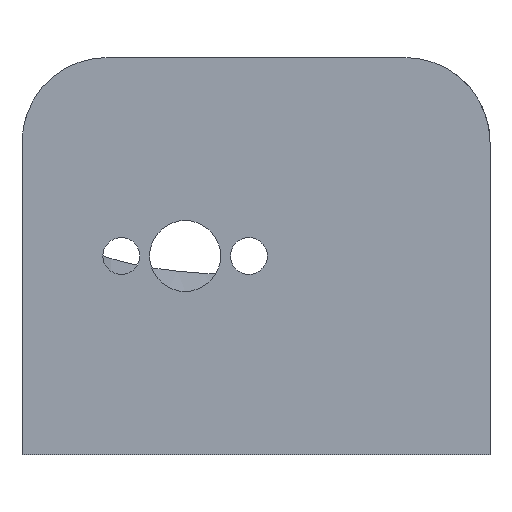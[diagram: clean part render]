
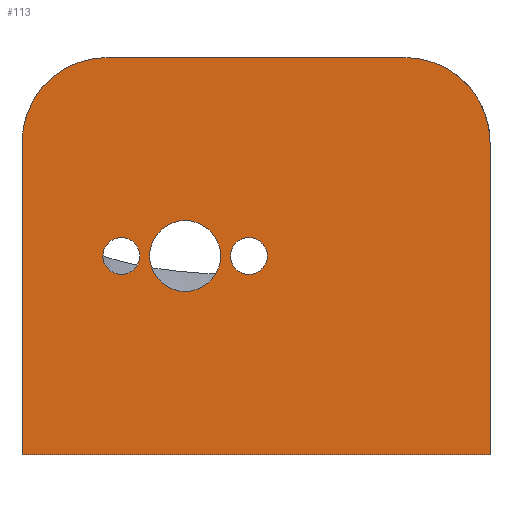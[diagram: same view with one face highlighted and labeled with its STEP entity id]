
A CAD part, front view. The second image highlights one B-rep face of the part: STEP entity #113.
In plain terms, the highlighted planar face has unit normal (0, -1, 0).
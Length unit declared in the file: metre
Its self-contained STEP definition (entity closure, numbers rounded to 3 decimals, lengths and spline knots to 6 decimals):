
#10 = CARTESIAN_POINT ( 'NONE',  ( -0.0005, 0., 0. ) ) ;
#21 = DIRECTION ( 'NONE',  ( 0., 0., 1. ) ) ;
#28 = DIRECTION ( 'NONE',  ( 0., -1., 0. ) ) ;
#42 = CARTESIAN_POINT ( 'NONE',  ( 0.0105, 0., 0.014 ) ) ;
#48 = EDGE_LOOP ( 'NONE', ( #999, #533, #778, #1330, #364, #240 ) ) ;
#69 = EDGE_CURVE ( 'NONE', #1279, #1248, #859, .T. ) ;
#87 = VERTEX_POINT ( 'NONE', #42 ) ;
#113 = ADVANCED_FACE ( 'NONE', ( #234, #243, #1240, #791 ), #996, .T. ) ;
#136 = CARTESIAN_POINT ( 'NONE',  ( 0.0105, 0., 0.008 ) ) ;
#140 = EDGE_CURVE ( 'NONE', #1340, #339, #573, .T. ) ;
#141 = CARTESIAN_POINT ( 'NONE',  ( -0.0005, 0., 0. ) ) ;
#191 = VECTOR ( 'NONE', #1349, 1. ) ;
#221 = DIRECTION ( 'NONE',  ( 0., 0., -1. ) ) ;
#233 = CIRCLE ( 'NONE', #507, 0.0013 ) ;
#234 = FACE_OUTER_BOUND ( 'NONE', #48, .T. ) ;
#237 = VERTEX_POINT ( 'NONE', #602 ) ;
#240 = ORIENTED_EDGE ( 'NONE', *, *, #941, .T. ) ;
#243 = FACE_BOUND ( 'NONE', #987, .T. ) ;
#271 = EDGE_LOOP ( 'NONE', ( #870, #420 ) ) ;
#297 = DIRECTION ( 'NONE',  ( 0., 0., -1. ) ) ;
#339 = VERTEX_POINT ( 'NONE', #713 ) ;
#342 = EDGE_CURVE ( 'NONE', #1248, #1279, #831, .T. ) ;
#344 = CIRCLE ( 'NONE', #1089, 0.0025 ) ;
#346 = DIRECTION ( 'NONE',  ( 0., 0., -1. ) ) ;
#364 = ORIENTED_EDGE ( 'NONE', *, *, #745, .F. ) ;
#370 = CARTESIAN_POINT ( 'NONE',  ( -0.0095, 0., 0. ) ) ;
#377 = VERTEX_POINT ( 'NONE', #1086 ) ;
#417 = EDGE_CURVE ( 'NONE', #919, #377, #233, .T. ) ;
#420 = ORIENTED_EDGE ( 'NONE', *, *, #523, .T. ) ;
#450 = DIRECTION ( 'NONE',  ( 0., -1., 0. ) ) ;
#463 = CARTESIAN_POINT ( 'NONE',  ( -0.0165, 0., -0.014 ) ) ;
#466 = DIRECTION ( 'NONE',  ( 0., 0., 1. ) ) ;
#468 = CARTESIAN_POINT ( 'NONE',  ( -0.0165, 0., 0.014 ) ) ;
#477 = DIRECTION ( 'NONE',  ( 0., 0., 1. ) ) ;
#480 = DIRECTION ( 'NONE',  ( 0., 0., -1. ) ) ;
#487 = AXIS2_PLACEMENT_3D ( 'NONE', #1151, #615, #297 ) ;
#507 = AXIS2_PLACEMENT_3D ( 'NONE', #10, #896, #466 ) ;
#512 = DIRECTION ( 'NONE',  ( 0., -1., 0. ) ) ;
#517 = CARTESIAN_POINT ( 'NONE',  ( 0.0165, 0., 0.008 ) ) ;
#523 = EDGE_CURVE ( 'NONE', #377, #919, #855, .T. ) ;
#533 = ORIENTED_EDGE ( 'NONE', *, *, #703, .T. ) ;
#558 = DIRECTION ( 'NONE',  ( 0., 1., 0. ) ) ;
#564 = CARTESIAN_POINT ( 'NONE',  ( -0.0165, 0., -0.014 ) ) ;
#569 = CARTESIAN_POINT ( 'NONE',  ( -0.005, 0., 0. ) ) ;
#573 = LINE ( 'NONE', #468, #191 ) ;
#602 = CARTESIAN_POINT ( 'NONE',  ( 0.0165, 0., -0.014 ) ) ;
#615 = DIRECTION ( 'NONE',  ( 0., -1., 0. ) ) ;
#622 = DIRECTION ( 'NONE',  ( 1., 0., 0. ) ) ;
#627 = AXIS2_PLACEMENT_3D ( 'NONE', #136, #1318, #346 ) ;
#651 = CIRCLE ( 'NONE', #674, 0.006 ) ;
#674 = AXIS2_PLACEMENT_3D ( 'NONE', #1067, #512, #1048 ) ;
#684 = CARTESIAN_POINT ( 'NONE',  ( 0., 0., 0. ) ) ;
#689 = ORIENTED_EDGE ( 'NONE', *, *, #342, .T. ) ;
#698 = VECTOR ( 'NONE', #622, 1. ) ;
#701 = ORIENTED_EDGE ( 'NONE', *, *, #1125, .F. ) ;
#703 = EDGE_CURVE ( 'NONE', #863, #339, #651, .T. ) ;
#713 = CARTESIAN_POINT ( 'NONE',  ( -0.0165, 0., 0.008 ) ) ;
#719 = CIRCLE ( 'NONE', #627, 0.006 ) ;
#722 = CARTESIAN_POINT ( 'NONE',  ( -0.0165, 0., 0.014 ) ) ;
#745 = EDGE_CURVE ( 'NONE', #1278, #237, #976, .T. ) ;
#778 = ORIENTED_EDGE ( 'NONE', *, *, #140, .F. ) ;
#786 = VECTOR ( 'NONE', #1217, 1. ) ;
#791 = FACE_BOUND ( 'NONE', #966, .T. ) ;
#831 = CIRCLE ( 'NONE', #1281, 0.0013 ) ;
#845 = LINE ( 'NONE', #722, #698 ) ;
#851 = EDGE_CURVE ( 'NONE', #237, #1340, #1103, .T. ) ;
#855 = CIRCLE ( 'NONE', #1192, 0.0013 ) ;
#859 = CIRCLE ( 'NONE', #1238, 0.0013 ) ;
#863 = VERTEX_POINT ( 'NONE', #1223 ) ;
#867 = CARTESIAN_POINT ( 'NONE',  ( -0.005, 0., 0.0025 ) ) ;
#869 = ORIENTED_EDGE ( 'NONE', *, *, #1316, .F. ) ;
#870 = ORIENTED_EDGE ( 'NONE', *, *, #417, .T. ) ;
#877 = DIRECTION ( 'NONE',  ( 0., 0., 1. ) ) ;
#896 = DIRECTION ( 'NONE',  ( 0., 1., 0. ) ) ;
#905 = AXIS2_PLACEMENT_3D ( 'NONE', #684, #28, #480 ) ;
#919 = VERTEX_POINT ( 'NONE', #1348 ) ;
#941 = EDGE_CURVE ( 'NONE', #1278, #87, #719, .T. ) ;
#966 = EDGE_LOOP ( 'NONE', ( #869, #701 ) ) ;
#975 = CARTESIAN_POINT ( 'NONE',  ( -0.005, 0., -0.0025 ) ) ;
#976 = LINE ( 'NONE', #1291, #1329 ) ;
#987 = EDGE_LOOP ( 'NONE', ( #1285, #689 ) ) ;
#996 = PLANE ( 'NONE',  #905 ) ;
#999 = ORIENTED_EDGE ( 'NONE', *, *, #1120, .F. ) ;
#1033 = DIRECTION ( 'NONE',  ( 0., 1., 0. ) ) ;
#1048 = DIRECTION ( 'NONE',  ( 0., 0., -1. ) ) ;
#1067 = CARTESIAN_POINT ( 'NONE',  ( -0.0105, 0., 0.008 ) ) ;
#1086 = CARTESIAN_POINT ( 'NONE',  ( -0.0005, 0., -0.0013 ) ) ;
#1089 = AXIS2_PLACEMENT_3D ( 'NONE', #569, #450, #221 ) ;
#1103 = LINE ( 'NONE', #564, #786 ) ;
#1120 = EDGE_CURVE ( 'NONE', #863, #87, #845, .T. ) ;
#1122 = DIRECTION ( 'NONE',  ( 0., 1., 0. ) ) ;
#1125 = EDGE_CURVE ( 'NONE', #1193, #1292, #1353, .T. ) ;
#1141 = CARTESIAN_POINT ( 'NONE',  ( -0.0095, 0., 0. ) ) ;
#1151 = CARTESIAN_POINT ( 'NONE',  ( -0.005, 0., 0. ) ) ;
#1181 = CARTESIAN_POINT ( 'NONE',  ( -0.0095, 0., -0.0013 ) ) ;
#1182 = DIRECTION ( 'NONE',  ( 0., 0., -1. ) ) ;
#1192 = AXIS2_PLACEMENT_3D ( 'NONE', #141, #1122, #477 ) ;
#1193 = VERTEX_POINT ( 'NONE', #867 ) ;
#1217 = DIRECTION ( 'NONE',  ( -1., 0., 0. ) ) ;
#1223 = CARTESIAN_POINT ( 'NONE',  ( -0.0105, 0., 0.014 ) ) ;
#1238 = AXIS2_PLACEMENT_3D ( 'NONE', #370, #558, #21 ) ;
#1240 = FACE_BOUND ( 'NONE', #271, .T. ) ;
#1248 = VERTEX_POINT ( 'NONE', #1181 ) ;
#1278 = VERTEX_POINT ( 'NONE', #517 ) ;
#1279 = VERTEX_POINT ( 'NONE', #1407 ) ;
#1281 = AXIS2_PLACEMENT_3D ( 'NONE', #1141, #1033, #877 ) ;
#1285 = ORIENTED_EDGE ( 'NONE', *, *, #69, .T. ) ;
#1291 = CARTESIAN_POINT ( 'NONE',  ( 0.0165, 0., 0.014 ) ) ;
#1292 = VERTEX_POINT ( 'NONE', #975 ) ;
#1316 = EDGE_CURVE ( 'NONE', #1292, #1193, #344, .T. ) ;
#1318 = DIRECTION ( 'NONE',  ( 0., -1., 0. ) ) ;
#1329 = VECTOR ( 'NONE', #1182, 1. ) ;
#1330 = ORIENTED_EDGE ( 'NONE', *, *, #851, .F. ) ;
#1340 = VERTEX_POINT ( 'NONE', #463 ) ;
#1348 = CARTESIAN_POINT ( 'NONE',  ( -0.0005, 0., 0.0013 ) ) ;
#1349 = DIRECTION ( 'NONE',  ( 0., 0., 1. ) ) ;
#1353 = CIRCLE ( 'NONE', #487, 0.0025 ) ;
#1407 = CARTESIAN_POINT ( 'NONE',  ( -0.0095, 0., 0.0013 ) ) ;
